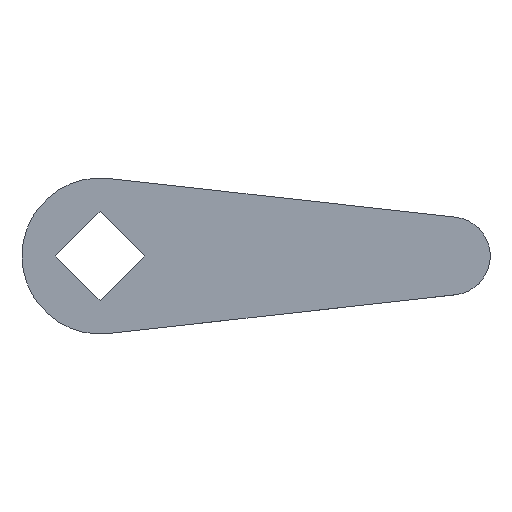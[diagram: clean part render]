
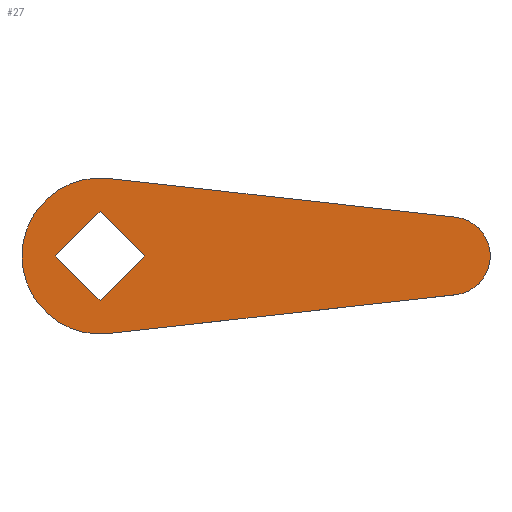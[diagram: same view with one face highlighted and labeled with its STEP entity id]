
A CAD part, top view. The second image highlights one B-rep face of the part: STEP entity #27.
In plain terms, the highlighted planar face has unit normal (0, 0, 1).
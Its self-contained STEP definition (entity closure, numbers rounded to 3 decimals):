
#19 = EDGE_CURVE ( 'NONE', #25, #24, #298, .T. ) ;
#23 = VERTEX_POINT ( 'NONE', #287 ) ;
#24 = VERTEX_POINT ( 'NONE', #286 ) ;
#25 = VERTEX_POINT ( 'NONE', #285 ) ;
#26 = EDGE_CURVE ( 'NONE', #24, #23, #284, .T. ) ;
#27 = ADVANCED_FACE ( 'NONE', ( #280, #279 ), #278, .T. ) ;
#28 = EDGE_LOOP ( 'NONE', ( #31, #33, #30, #48, #51 ) ) ;
#29 = VERTEX_POINT ( 'NONE', #273 ) ;
#30 = ORIENTED_EDGE ( 'NONE', *, *, #26, .T. ) ;
#31 = ORIENTED_EDGE ( 'NONE', *, *, #32, .T. ) ;
#32 = EDGE_CURVE ( 'NONE', #34, #25, #272, .T. ) ;
#33 = ORIENTED_EDGE ( 'NONE', *, *, #19, .T. ) ;
#34 = VERTEX_POINT ( 'NONE', #267 ) ;
#39 = VERTEX_POINT ( 'NONE', #256 ) ;
#40 = ORIENTED_EDGE ( 'NONE', *, *, #41, .F. ) ;
#41 = EDGE_CURVE ( 'NONE', #43, #46, #255, .T. ) ;
#42 = EDGE_LOOP ( 'NONE', ( #40, #45, #326, #328 ) ) ;
#43 = VERTEX_POINT ( 'NONE', #251 ) ;
#44 = EDGE_CURVE ( 'NONE', #39, #43, #250, .T. ) ;
#45 = ORIENTED_EDGE ( 'NONE', *, *, #44, .F. ) ;
#46 = VERTEX_POINT ( 'NONE', #246 ) ;
#47 = EDGE_CURVE ( 'NONE', #50, #34, #245, .T. ) ;
#48 = ORIENTED_EDGE ( 'NONE', *, *, #49, .T. ) ;
#49 = EDGE_CURVE ( 'NONE', #23, #50, #241, .T. ) ;
#50 = VERTEX_POINT ( 'NONE', #236 ) ;
#51 = ORIENTED_EDGE ( 'NONE', *, *, #47, .T. ) ;
#147 = DIRECTION ( 'NONE',  ( 0.707, -0.707, 0. ) ) ;
#148 = VECTOR ( 'NONE', #147, 1000. ) ;
#149 = CARTESIAN_POINT ( 'NONE',  ( -5.728, 0., 1. ) ) ;
#150 = LINE ( 'NONE', #149, #148 ) ;
#151 = DIRECTION ( 'NONE',  ( 0.707, 0.707, 0. ) ) ;
#152 = VECTOR ( 'NONE', #151, 1000. ) ;
#153 = CARTESIAN_POINT ( 'NONE',  ( 0., -5.728, 1. ) ) ;
#154 = LINE ( 'NONE', #153, #152 ) ;
#236 = CARTESIAN_POINT ( 'NONE',  ( 45.556, 4.969, 1. ) ) ;
#237 = DIRECTION ( 'NONE',  ( -1., 0., 0. ) ) ;
#238 = DIRECTION ( 'NONE',  ( 0., 0., 1. ) ) ;
#239 = CARTESIAN_POINT ( 'NONE',  ( 45., 0., 1. ) ) ;
#240 = AXIS2_PLACEMENT_3D ( 'NONE', #239, #238, #237 ) ;
#241 = CIRCLE ( 'NONE', #240, 5. ) ;
#242 = DIRECTION ( 'NONE',  ( -0.994, 0.111, 0. ) ) ;
#243 = VECTOR ( 'NONE', #242, 1000. ) ;
#244 = CARTESIAN_POINT ( 'NONE',  ( 1.111, 9.938, 1. ) ) ;
#245 = LINE ( 'NONE', #244, #243 ) ;
#246 = CARTESIAN_POINT ( 'NONE',  ( -5.728, 0., 1. ) ) ;
#247 = DIRECTION ( 'NONE',  ( -0.707, 0.707, 0. ) ) ;
#248 = VECTOR ( 'NONE', #247, 1000. ) ;
#249 = CARTESIAN_POINT ( 'NONE',  ( 5.728, 0., 1. ) ) ;
#250 = LINE ( 'NONE', #249, #248 ) ;
#251 = CARTESIAN_POINT ( 'NONE',  ( 0., 5.728, 1. ) ) ;
#252 = DIRECTION ( 'NONE',  ( -0.707, -0.707, 0. ) ) ;
#253 = VECTOR ( 'NONE', #252, 1000. ) ;
#254 = CARTESIAN_POINT ( 'NONE',  ( 0., 5.728, 1. ) ) ;
#255 = LINE ( 'NONE', #254, #253 ) ;
#256 = CARTESIAN_POINT ( 'NONE',  ( 5.728, 0., 1. ) ) ;
#267 = CARTESIAN_POINT ( 'NONE',  ( 1.111, 9.938, 1. ) ) ;
#268 = DIRECTION ( 'NONE',  ( 1., 0., 0. ) ) ;
#269 = DIRECTION ( 'NONE',  ( 0., 0., 1. ) ) ;
#270 = CARTESIAN_POINT ( 'NONE',  ( 0., 0., 1. ) ) ;
#271 = AXIS2_PLACEMENT_3D ( 'NONE', #270, #269, #268 ) ;
#272 = CIRCLE ( 'NONE', #271, 10. ) ;
#273 = CARTESIAN_POINT ( 'NONE',  ( 0., -5.728, 1. ) ) ;
#274 = DIRECTION ( 'NONE',  ( 1., 0., 0. ) ) ;
#275 = DIRECTION ( 'NONE',  ( 0., 0., 1. ) ) ;
#276 = CARTESIAN_POINT ( 'NONE',  ( 0., 0., 1. ) ) ;
#277 = AXIS2_PLACEMENT_3D ( 'NONE', #276, #275, #274 ) ;
#278 = PLANE ( 'NONE',  #277 ) ;
#279 = FACE_BOUND ( 'NONE', #42, .T. ) ;
#280 = FACE_OUTER_BOUND ( 'NONE', #28, .T. ) ;
#281 = DIRECTION ( 'NONE',  ( 0.994, 0.111, 0. ) ) ;
#282 = VECTOR ( 'NONE', #281, 1000. ) ;
#283 = CARTESIAN_POINT ( 'NONE',  ( 1.111, -9.938, 1. ) ) ;
#284 = LINE ( 'NONE', #283, #282 ) ;
#285 = CARTESIAN_POINT ( 'NONE',  ( -10., 0., 1. ) ) ;
#286 = CARTESIAN_POINT ( 'NONE',  ( 1.111, -9.938, 1. ) ) ;
#287 = CARTESIAN_POINT ( 'NONE',  ( 45.556, -4.969, 1. ) ) ;
#294 = DIRECTION ( 'NONE',  ( 1., 0., 0. ) ) ;
#295 = DIRECTION ( 'NONE',  ( 0., 0., 1. ) ) ;
#296 = CARTESIAN_POINT ( 'NONE',  ( 0., 0., 1. ) ) ;
#297 = AXIS2_PLACEMENT_3D ( 'NONE', #296, #295, #294 ) ;
#298 = CIRCLE ( 'NONE', #297, 10. ) ;
#326 = ORIENTED_EDGE ( 'NONE', *, *, #327, .F. ) ;
#327 = EDGE_CURVE ( 'NONE', #29, #39, #154, .T. ) ;
#328 = ORIENTED_EDGE ( 'NONE', *, *, #329, .F. ) ;
#329 = EDGE_CURVE ( 'NONE', #46, #29, #150, .T. ) ;
